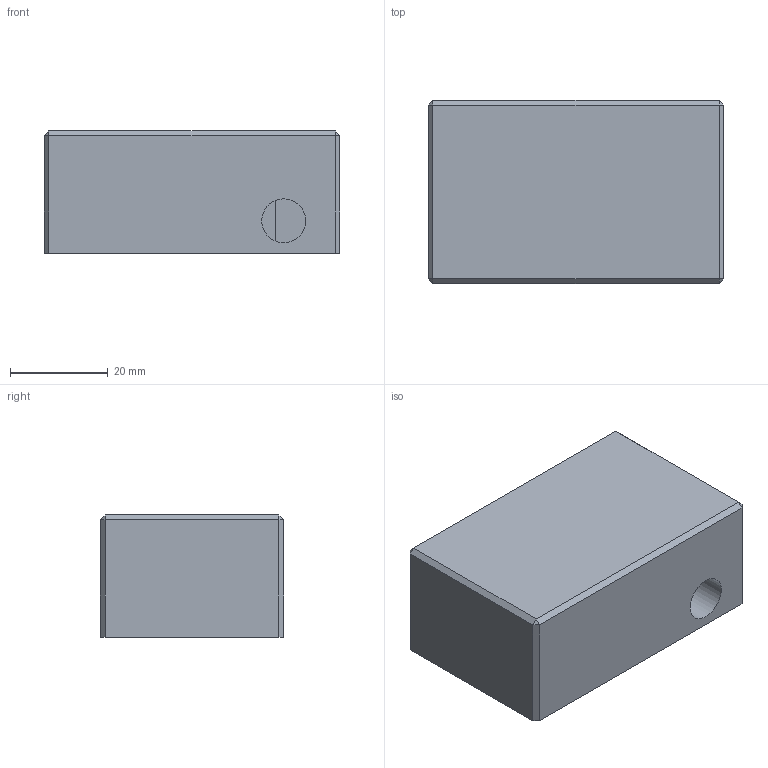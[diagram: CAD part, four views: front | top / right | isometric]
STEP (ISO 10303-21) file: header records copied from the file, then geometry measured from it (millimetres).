
FILE_DESCRIPTION(('FreeCAD Model'),'2;1');
FILE_NAME('Open CASCADE Shape Model','2025-05-18T14:34:57',(''),(''), 'Open CASCADE STEP processor 7.8','FreeCAD','Unknown');
FILE_SCHEMA(('AUTOMOTIVE_DESIGN { 1 0 10303 214 1 1 1 1 }'));
Length unit declared in the file: millimetre
Products named in the file (1): PCB-Top
Bounding box: 60.5 x 37.5 x 25 mm (x, y, z)
Volume: 33877.6 mm3; surface area: 12718.9 mm2
Topology: 1 solids, 1 shells, 45 faces, 101 edges, 62 vertices
Faces by surface type: plane 31, cylinder 10, cone 4
Full cylindrical faces by diameter (mm): 3.4 x4, 3.6 x4, 9 x1, 10.5 x1
Entity records: 1266 total; most frequent: DIRECTION 218, CARTESIAN_POINT 211, ORIENTED_EDGE 202, EDGE_CURVE 101, LINE 74, VECTOR 74, AXIS2_PLACEMENT_3D 72, VERTEX_POINT 63
